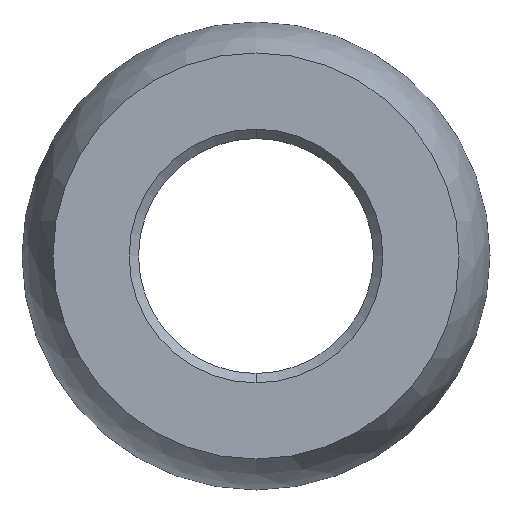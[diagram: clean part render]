
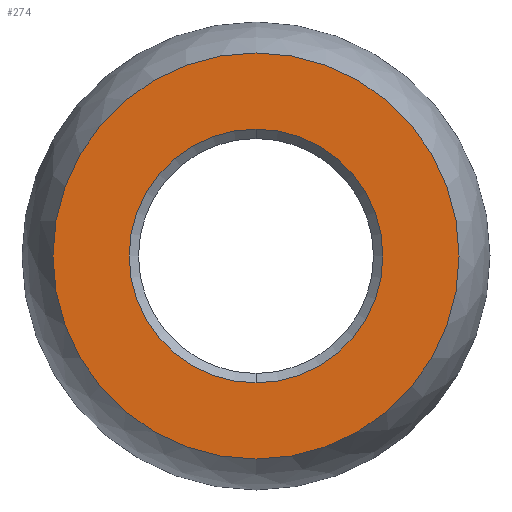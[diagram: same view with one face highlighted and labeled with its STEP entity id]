
A CAD part, front view. The second image highlights one B-rep face of the part: STEP entity #274.
In plain terms, the highlighted planar face has unit normal (0, -1, 0).
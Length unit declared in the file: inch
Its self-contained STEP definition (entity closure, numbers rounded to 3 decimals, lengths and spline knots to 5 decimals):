
#42 = ORIENTED_EDGE ( 'NONE', *, *, #63, .T. ) ;
#47 = DIRECTION ( 'NONE',  ( 0., 0., -1. ) ) ;
#59 = VERTEX_POINT ( 'NONE', #203 ) ;
#63 = EDGE_CURVE ( 'NONE', #244, #59, #360, .T. ) ;
#65 = CARTESIAN_POINT ( 'NONE',  ( 0., -0.25, -0.4333 ) ) ;
#80 = DIRECTION ( 'NONE',  ( 0., 1., 0. ) ) ;
#92 = DIRECTION ( 'NONE',  ( 0., -1., 0. ) ) ;
#104 = DIRECTION ( 'NONE',  ( 0., 0., -1. ) ) ;
#106 = CIRCLE ( 'NONE', #142, 0.4333 ) ;
#122 = FACE_BOUND ( 'NONE', #302, .T. ) ;
#125 = DIRECTION ( 'NONE',  ( 0., -1., 0. ) ) ;
#142 = AXIS2_PLACEMENT_3D ( 'NONE', #279, #125, #359 ) ;
#145 = CIRCLE ( 'NONE', #205, 0.4333 ) ;
#150 = ORIENTED_EDGE ( 'NONE', *, *, #215, .T. ) ;
#151 = FACE_OUTER_BOUND ( 'NONE', #363, .T. ) ;
#174 = EDGE_CURVE ( 'NONE', #303, #293, #145, .T. ) ;
#178 = ORIENTED_EDGE ( 'NONE', *, *, #258, .T. ) ;
#196 = CARTESIAN_POINT ( 'NONE',  ( 0., -0.25, 0. ) ) ;
#203 = CARTESIAN_POINT ( 'NONE',  ( 0., -0.25, -0.27063 ) ) ;
#205 = AXIS2_PLACEMENT_3D ( 'NONE', #196, #227, #47 ) ;
#215 = EDGE_CURVE ( 'NONE', #293, #303, #106, .T. ) ;
#221 = DIRECTION ( 'NONE',  ( 0., 0., -1. ) ) ;
#223 = DIRECTION ( 'NONE',  ( 0., 0., -1. ) ) ;
#224 = AXIS2_PLACEMENT_3D ( 'NONE', #266, #80, #104 ) ;
#227 = DIRECTION ( 'NONE',  ( 0., -1., 0. ) ) ;
#244 = VERTEX_POINT ( 'NONE', #361 ) ;
#249 = CARTESIAN_POINT ( 'NONE',  ( 0., -0.25, 0. ) ) ;
#258 = EDGE_CURVE ( 'NONE', #59, #244, #340, .T. ) ;
#266 = CARTESIAN_POINT ( 'NONE',  ( 0., -0.25, 0. ) ) ;
#274 = ADVANCED_FACE ( 'NONE', ( #151, #122 ), #334, .T. ) ;
#279 = CARTESIAN_POINT ( 'NONE',  ( 0., -0.25, 0. ) ) ;
#284 = CARTESIAN_POINT ( 'NONE',  ( 0.4333, -0.25, 0. ) ) ;
#293 = VERTEX_POINT ( 'NONE', #65 ) ;
#302 = EDGE_LOOP ( 'NONE', ( #178, #42 ) ) ;
#303 = VERTEX_POINT ( 'NONE', #309 ) ;
#309 = CARTESIAN_POINT ( 'NONE',  ( 0., -0.25, 0.4333 ) ) ;
#317 = AXIS2_PLACEMENT_3D ( 'NONE', #249, #337, #221 ) ;
#332 = AXIS2_PLACEMENT_3D ( 'NONE', #284, #92, #223 ) ;
#334 = PLANE ( 'NONE',  #332 ) ;
#337 = DIRECTION ( 'NONE',  ( 0., 1., 0. ) ) ;
#340 = CIRCLE ( 'NONE', #317, 0.27063 ) ;
#355 = ORIENTED_EDGE ( 'NONE', *, *, #174, .T. ) ;
#359 = DIRECTION ( 'NONE',  ( 0., 0., -1. ) ) ;
#360 = CIRCLE ( 'NONE', #224, 0.27063 ) ;
#361 = CARTESIAN_POINT ( 'NONE',  ( 0., -0.25, 0.27063 ) ) ;
#363 = EDGE_LOOP ( 'NONE', ( #150, #355 ) ) ;
